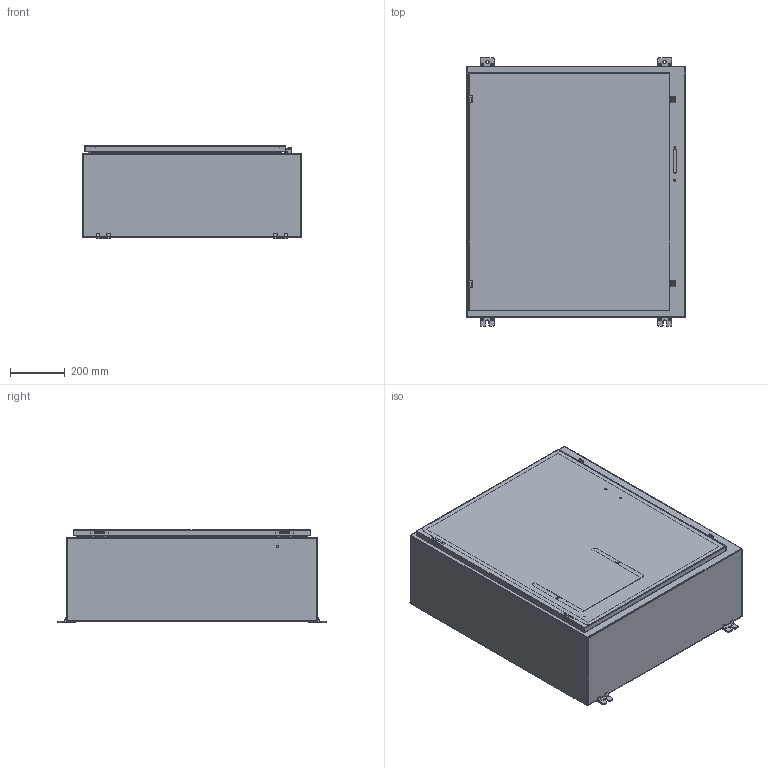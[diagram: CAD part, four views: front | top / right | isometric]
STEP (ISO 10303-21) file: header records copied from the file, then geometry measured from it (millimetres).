
FILE_DESCRIPTION (( 'STEP AP214' ), '1' );
FILE_NAME ('SCE-36HS3112LP.STEP', '2023-03-31T18:13:44', ( '' ), ( '' ), 'SwSTEP 2.0', 'SolidWorks 2021', '' );
FILE_SCHEMA (( 'AUTOMOTIVE_DESIGN' ));
Length unit declared in the file: inch
Products named in the file (1): SCE-36HS3112LP
Bounding box: 796.93 x 977.9 x 338.91 mm (x, y, z)
Volume: 7678564.3 mm3; surface area: 6980158.7 mm2
Topology: 60 solids, 60 shells, 3108 faces, 7977 edges, 4887 vertices
Faces by surface type: plane 1127, bspline 959, cylinder 786, torus 142, cone 74, sphere 20
Full cylindrical faces by diameter (mm): 1.016 x2, 3.454 x2, 3.978 x2, 4.318 x6, 4.369 x4, 4.978 x8, 5.156 x2, 5.182 x4, 5.207 x4, 5.232 x4, 5.537 x2, 6.096 x4, 6.198 x4, 6.299 x8, 6.35 x6, 6.363 x4, 7.137 x6, 7.874 x8, 7.925 x5, 8.433 x6, 9.296 x6, 9.322 x6, 9.525 x4, 9.55 x4, 11.125 x2, 12.7 x6, 12.878 x2, 14.288 x4, 14.986 x4
Entity records: 145610 total; most frequent: CARTESIAN_POINT 80703, ORIENTED_EDGE 14842, DIRECTION 10584, EDGE_CURVE 7421, VERTEX_POINT 4799, AXIS2_PLACEMENT_3D 3996, EDGE_LOOP 3592, FACE_OUTER_BOUND 3329
